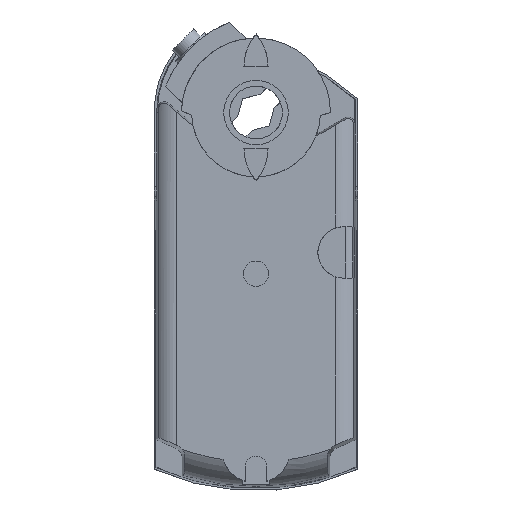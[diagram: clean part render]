
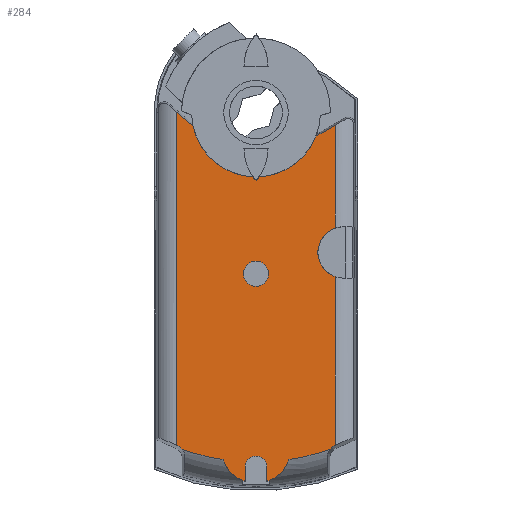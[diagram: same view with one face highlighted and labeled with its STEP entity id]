
A CAD part, top view. The second image highlights one B-rep face of the part: STEP entity #284.
In plain terms, the highlighted planar face has unit normal (0, 0, 1).
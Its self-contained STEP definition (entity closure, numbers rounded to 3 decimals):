
#171=FACE_BOUND('',#756,.T.);
#284=ADVANCED_FACE('',(#171,#573),#439,.F.);
#439=PLANE('',#3450);
#573=FACE_OUTER_BOUND('',#757,.T.);
#756=EDGE_LOOP('',(#1925));
#757=EDGE_LOOP('',(#1926,#1927,#1928,#1929,#1930,#1931,#1932,#1933,#1934,
#1935,#1936,#1937,#1938,#1939,#1940,#1941,#1942,#1943));
#1024=LINE('',#5006,#1316);
#1029=LINE('',#5158,#1321);
#1030=LINE('',#5160,#1322);
#1031=LINE('',#5164,#1323);
#1032=LINE('',#5166,#1324);
#1033=LINE('',#5168,#1325);
#1034=LINE('',#5171,#1326);
#1035=LINE('',#5175,#1327);
#1036=LINE('',#5180,#1328);
#1316=VECTOR('',#4060,1.);
#1321=VECTOR('',#4103,1.);
#1322=VECTOR('',#4104,1.);
#1323=VECTOR('',#4107,1.);
#1324=VECTOR('',#4108,1.);
#1325=VECTOR('',#4109,1.);
#1326=VECTOR('',#4112,1.);
#1327=VECTOR('',#4115,1.);
#1328=VECTOR('',#4120,1.);
#1925=ORIENTED_EDGE('',*,*,#2951,.T.);
#1926=ORIENTED_EDGE('',*,*,#2917,.F.);
#1927=ORIENTED_EDGE('',*,*,#2899,.T.);
#1928=ORIENTED_EDGE('',*,*,#2952,.F.);
#1929=ORIENTED_EDGE('',*,*,#2953,.T.);
#1930=ORIENTED_EDGE('',*,*,#2954,.T.);
#1931=ORIENTED_EDGE('',*,*,#2955,.T.);
#1932=ORIENTED_EDGE('',*,*,#2956,.T.);
#1933=ORIENTED_EDGE('',*,*,#2957,.T.);
#1934=ORIENTED_EDGE('',*,*,#2958,.F.);
#1935=ORIENTED_EDGE('',*,*,#2942,.T.);
#1936=ORIENTED_EDGE('',*,*,#2937,.T.);
#1937=ORIENTED_EDGE('',*,*,#2959,.T.);
#1938=ORIENTED_EDGE('',*,*,#2960,.F.);
#1939=ORIENTED_EDGE('',*,*,#2961,.F.);
#1940=ORIENTED_EDGE('',*,*,#2962,.T.);
#1941=ORIENTED_EDGE('',*,*,#2948,.T.);
#1942=ORIENTED_EDGE('',*,*,#2963,.T.);
#1943=ORIENTED_EDGE('',*,*,#2964,.F.);
#2513=VERTEX_POINT('',#4967);
#2514=VERTEX_POINT('',#4969);
#2527=VERTEX_POINT('',#5007);
#2545=VERTEX_POINT('',#5087);
#2546=VERTEX_POINT('',#5089);
#2550=VERTEX_POINT('',#5109);
#2555=VERTEX_POINT('',#5139);
#2556=VERTEX_POINT('',#5141);
#2558=VERTEX_POINT('',#5157);
#2559=VERTEX_POINT('',#5159);
#2560=VERTEX_POINT('',#5161);
#2561=VERTEX_POINT('',#5163);
#2562=VERTEX_POINT('',#5165);
#2563=VERTEX_POINT('',#5167);
#2564=VERTEX_POINT('',#5169);
#2565=VERTEX_POINT('',#5172);
#2566=VERTEX_POINT('',#5174);
#2567=VERTEX_POINT('',#5176);
#2568=VERTEX_POINT('',#5179);
#2899=EDGE_CURVE('',#2514,#2513,#3206,.T.);
#2917=EDGE_CURVE('',#2514,#2527,#1024,.T.);
#2937=EDGE_CURVE('',#2546,#2545,#3218,.T.);
#2942=EDGE_CURVE('',#2550,#2546,#3220,.T.);
#2948=EDGE_CURVE('',#2556,#2555,#3222,.T.);
#2951=EDGE_CURVE('',#2558,#2558,#3223,.T.);
#2952=EDGE_CURVE('',#2559,#2513,#1029,.T.);
#2953=EDGE_CURVE('',#2559,#2560,#1030,.T.);
#2954=EDGE_CURVE('',#2560,#2561,#3224,.T.);
#2955=EDGE_CURVE('',#2561,#2562,#1031,.T.);
#2956=EDGE_CURVE('',#2562,#2563,#1032,.T.);
#2957=EDGE_CURVE('',#2563,#2564,#1033,.T.);
#2958=EDGE_CURVE('',#2550,#2564,#3225,.T.);
#2959=EDGE_CURVE('',#2545,#2565,#1034,.T.);
#2960=EDGE_CURVE('',#2566,#2565,#3226,.T.);
#2961=EDGE_CURVE('',#2567,#2566,#1035,.T.);
#2962=EDGE_CURVE('',#2567,#2556,#3227,.T.);
#2963=EDGE_CURVE('',#2555,#2568,#3228,.T.);
#2964=EDGE_CURVE('',#2527,#2568,#1036,.T.);
#3206=CIRCLE('',#3417,10.2);
#3218=CIRCLE('',#3437,13.825);
#3220=CIRCLE('',#3440,88.608);
#3222=CIRCLE('',#3442,88.608);
#3223=CIRCLE('',#3444,5.);
#3224=CIRCLE('',#3445,20.108);
#3225=CIRCLE('',#3446,5.159);
#3226=CIRCLE('',#3447,4.25);
#3227=CIRCLE('',#3448,13.825);
#3228=CIRCLE('',#3449,5.159);
#3417=AXIS2_PLACEMENT_3D('',#4968,#4030,#4031);
#3437=AXIS2_PLACEMENT_3D('',#5088,#4086,#4087);
#3440=AXIS2_PLACEMENT_3D('',#5108,#4093,#4094);
#3442=AXIS2_PLACEMENT_3D('',#5140,#4097,#4098);
#3444=AXIS2_PLACEMENT_3D('',#5156,#4101,#4102);
#3445=AXIS2_PLACEMENT_3D('',#5162,#4105,#4106);
#3446=AXIS2_PLACEMENT_3D('',#5170,#4110,#4111);
#3447=AXIS2_PLACEMENT_3D('',#5173,#4113,#4114);
#3448=AXIS2_PLACEMENT_3D('',#5177,#4116,#4117);
#3449=AXIS2_PLACEMENT_3D('',#5178,#4118,#4119);
#3450=AXIS2_PLACEMENT_3D('',#5181,#4121,#4122);
#4030=DIRECTION('',(0.,0.,-1.));
#4031=DIRECTION('',(1.,0.,0.));
#4060=DIRECTION('',(0.,-1.,0.));
#4086=DIRECTION('',(0.,0.,1.));
#4087=DIRECTION('',(1.,0.,0.));
#4093=DIRECTION('',(0.,0.,1.));
#4094=DIRECTION('',(-1.,0.,0.));
#4097=DIRECTION('',(0.,0.,1.));
#4098=DIRECTION('',(-1.,0.,0.));
#4101=DIRECTION('',(0.,0.,-1.));
#4102=DIRECTION('',(-1.,0.,0.));
#4103=DIRECTION('',(0.,-1.,0.));
#4104=DIRECTION('',(-0.866,-0.5,0.));
#4105=DIRECTION('',(0.,0.,-1.));
#4106=DIRECTION('',(-1.,0.,0.));
#4107=DIRECTION('',(-0.766,0.643,0.));
#4108=DIRECTION('',(0.,-1.,0.));
#4109=DIRECTION('',(0.918,-0.396,0.));
#4110=DIRECTION('',(0.,0.,1.));
#4111=DIRECTION('',(-1.,0.,0.));
#4112=DIRECTION('',(0.,1.,0.));
#4113=DIRECTION('',(0.,0.,1.));
#4114=DIRECTION('',(1.,0.,0.));
#4115=DIRECTION('',(0.,1.,0.));
#4116=DIRECTION('',(0.,0.,1.));
#4117=DIRECTION('',(1.,0.,0.));
#4118=DIRECTION('',(0.,0.,-1.));
#4119=DIRECTION('',(-1.,0.,0.));
#4120=DIRECTION('',(-0.918,-0.396,0.));
#4121=DIRECTION('',(0.,0.,-1.));
#4122=DIRECTION('',(-1.,0.,0.));
#4967=CARTESIAN_POINT('',(72.,104.351,60.));
#4968=CARTESIAN_POINT('',(75.3,94.7,60.));
#4969=CARTESIAN_POINT('',(72.,85.049,60.));
#5006=CARTESIAN_POINT('',(72.,179.,60.));
#5007=CARTESIAN_POINT('',(72.,18.069,60.));
#5087=CARTESIAN_POINT('',(36.25,3.644,60.));
#5088=CARTESIAN_POINT('',(40.5,16.8,60.));
#5089=CARTESIAN_POINT('',(27.406,12.365,60.));
#5108=CARTESIAN_POINT('',(40.5,100.,60.));
#5109=CARTESIAN_POINT('',(11.226,16.367,60.));
#5139=CARTESIAN_POINT('',(69.774,16.367,60.));
#5140=CARTESIAN_POINT('',(40.5,100.,60.));
#5141=CARTESIAN_POINT('',(53.594,12.365,60.));
#5156=CARTESIAN_POINT('',(40.5,86.2,60.));
#5157=CARTESIAN_POINT('',(35.5,86.2,60.));
#5158=CARTESIAN_POINT('',(72.,179.,60.));
#5159=CARTESIAN_POINT('',(72.,145.268,60.));
#5160=CARTESIAN_POINT('',(28.773,120.311,60.));
#5161=CARTESIAN_POINT('',(50.554,132.886,60.));
#5162=CARTESIAN_POINT('',(40.5,150.3,60.));
#5163=CARTESIAN_POINT('',(27.575,134.896,60.));
#5164=CARTESIAN_POINT('',(52.343,114.114,60.));
#5165=CARTESIAN_POINT('',(9.,150.483,60.));
#5166=CARTESIAN_POINT('',(9.,179.,60.));
#5167=CARTESIAN_POINT('',(9.,18.069,60.));
#5168=CARTESIAN_POINT('',(62.779,-5.147,60.));
#5169=CARTESIAN_POINT('',(9.145,18.007,60.));
#5170=CARTESIAN_POINT('',(7.1,13.27,60.));
#5171=CARTESIAN_POINT('',(36.25,5.05,60.));
#5172=CARTESIAN_POINT('',(36.25,9.5,60.));
#5173=CARTESIAN_POINT('',(40.5,9.5,60.));
#5174=CARTESIAN_POINT('',(44.75,9.5,60.));
#5175=CARTESIAN_POINT('',(44.75,5.05,60.));
#5176=CARTESIAN_POINT('',(44.75,3.644,60.));
#5177=CARTESIAN_POINT('',(40.5,16.8,60.));
#5178=CARTESIAN_POINT('',(73.9,13.27,60.));
#5179=CARTESIAN_POINT('',(71.855,18.007,60.));
#5180=CARTESIAN_POINT('',(75.262,19.477,60.));
#5181=CARTESIAN_POINT('',(40.5,100.,60.));
